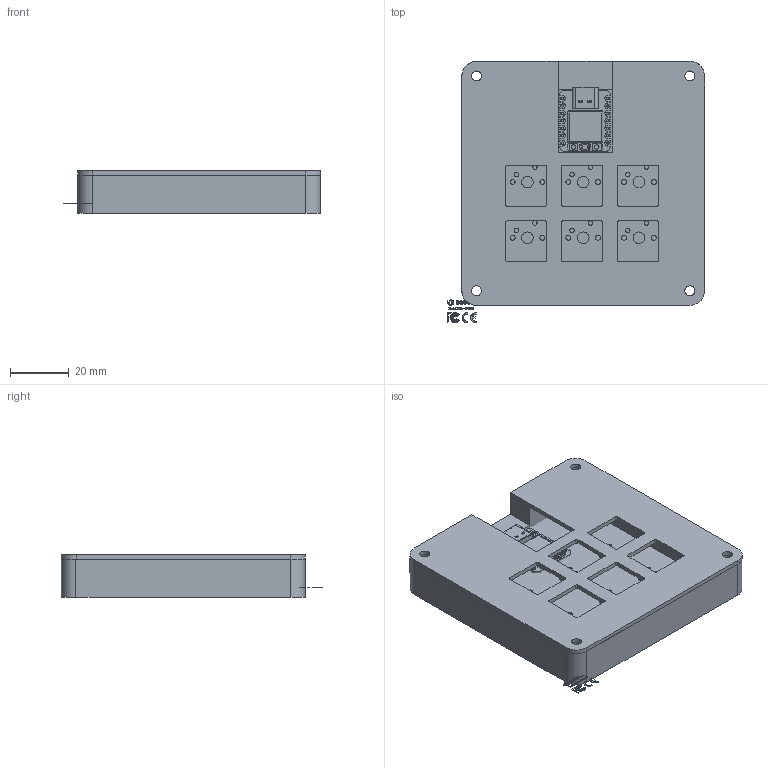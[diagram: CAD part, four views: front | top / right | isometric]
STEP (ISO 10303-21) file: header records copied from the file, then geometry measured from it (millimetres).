
FILE_DESCRIPTION(/* description */ (''),/* implementation_level */ '2;1');
FILE_NAME(/* name */ 'Entire SpeedrunDeck.step',/* time_stamp */ '2026-01-02T13:58:37+01:00',/* author */ (''),/* organization */ (''),/* preprocessor_version */ 'ST-DEVELOPER v20.1',/* originating_system */ 'Autodesk Translation Framework v14.21.0.0',/* authorisation */ '');
FILE_SCHEMA (('AUTOMOTIVE_DESIGN { 1 0 10303 214 3 1 1 }'));
Length unit declared in the file: millimetre
Products named in the file (16): 2026-01-02-13-48-02-994; 2025-12-31-15-05-25-995; 2025-12-31-14-14-41-163; 2025-12-31-13-54-32-609; 2025-12-31-13-54-32-610; 2025-12-31-14-04-18-490; 2025-12-31-14-04-18-491; 2025-12-31-14-04-18-492; 2025-12-31-14-04-18-493; 2025-12-31-14-04-18-494; 2025-12-31-14-04-18-495; 2025-12-31-14-04-18-496; 2025-12-31-14-04-18-497; 2025-12-31-14-04-18-498; 2025-12-31-14-04-18-499; 2025-12-31-14-04-18-500
Assembly tree (15 placements, depth 5):
  2026-01-02-13-48-02-994
    2025-12-31-15-05-25-995
    2025-12-31-14-14-41-163
    2025-12-31-13-54-32-609
      2025-12-31-13-54-32-610
    2025-12-31-14-04-18-490
      2025-12-31-14-04-18-491
        2025-12-31-14-04-18-492
        2025-12-31-14-04-18-493
        2025-12-31-14-04-18-494
          2025-12-31-14-04-18-495
          2025-12-31-14-04-18-496
          2025-12-31-14-04-18-497
          2025-12-31-14-04-18-498
          2025-12-31-14-04-18-499
        2025-12-31-14-04-18-500
Bounding box: 87.85 x 89.31 x 14.5 mm (x, y, z)
Volume: 60744.4 mm3; surface area: 42837.3 mm2
Topology: 86 solids, 86 shells, 1369 faces, 3490 edges, 2288 vertices
Faces by surface type: plane 897, cylinder 259, bspline 185, torus 12, sphere 10, cone 6
Full cylindrical faces by diameter (mm): 0.4 x1, 0.5 x2, 0.8 x14, 1.5 x14, 1.7 x12, 2 x1, 3.4 x8, 4 x6, 6 x4
Entity records: 42922 total; most frequent: CARTESIAN_POINT 9629, ORIENTED_EDGE 6964, DIRECTION 6108, EDGE_CURVE 3482, LINE 2574, VECTOR 2574, VERTEX_POINT 2288, AXIS2_PLACEMENT_3D 1767
